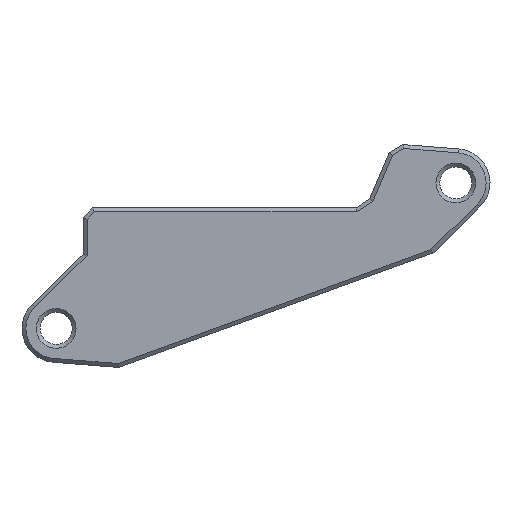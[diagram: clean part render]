
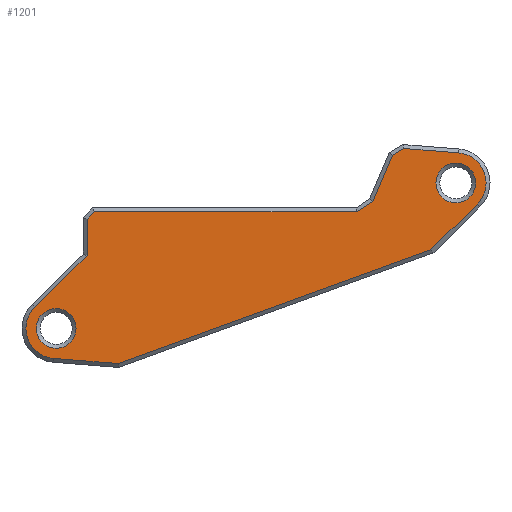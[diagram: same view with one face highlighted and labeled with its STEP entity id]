
A CAD part, front view. The second image highlights one B-rep face of the part: STEP entity #1201.
In plain terms, the highlighted planar face has unit normal (0, -1, 0).
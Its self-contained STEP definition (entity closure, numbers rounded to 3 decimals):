
#24=FACE_BOUND('',#160,.T.);
#25=FACE_BOUND('',#161,.T.);
#33=PLANE('',#1288);
#88=FACE_OUTER_BOUND('',#159,.T.);
#159=EDGE_LOOP('',(#846,#847,#848,#849,#850,#851,#852,#853,#854,#855,#856,
#857,#858));
#160=EDGE_LOOP('',(#859));
#161=EDGE_LOOP('',(#860));
#239=LINE('',#1737,#388);
#240=LINE('',#1741,#389);
#241=LINE('',#1743,#390);
#242=LINE('',#1745,#391);
#243=LINE('',#1749,#392);
#244=LINE('',#1751,#393);
#245=LINE('',#1753,#394);
#246=LINE('',#1755,#395);
#247=LINE('',#1757,#396);
#248=LINE('',#1759,#397);
#249=LINE('',#1760,#398);
#388=VECTOR('',#1393,10.);
#389=VECTOR('',#1396,10.);
#390=VECTOR('',#1397,10.);
#391=VECTOR('',#1398,10.);
#392=VECTOR('',#1401,10.);
#393=VECTOR('',#1402,10.);
#394=VECTOR('',#1403,10.);
#395=VECTOR('',#1404,10.);
#396=VECTOR('',#1405,10.);
#397=VECTOR('',#1406,10.);
#398=VECTOR('',#1407,10.);
#536=CIRCLE('',#1286,2.05);
#538=CIRCLE('',#1289,3.1);
#539=CIRCLE('',#1290,3.1);
#540=CIRCLE('',#1291,2.05);
#562=VERTEX_POINT('',#1729);
#564=VERTEX_POINT('',#1735);
#565=VERTEX_POINT('',#1736);
#566=VERTEX_POINT('',#1738);
#567=VERTEX_POINT('',#1740);
#568=VERTEX_POINT('',#1742);
#569=VERTEX_POINT('',#1744);
#570=VERTEX_POINT('',#1746);
#571=VERTEX_POINT('',#1748);
#572=VERTEX_POINT('',#1750);
#573=VERTEX_POINT('',#1752);
#574=VERTEX_POINT('',#1754);
#575=VERTEX_POINT('',#1756);
#576=VERTEX_POINT('',#1758);
#577=VERTEX_POINT('',#1761);
#667=EDGE_CURVE('',#562,#562,#536,.T.);
#670=EDGE_CURVE('',#564,#565,#239,.T.);
#671=EDGE_CURVE('',#566,#564,#538,.T.);
#672=EDGE_CURVE('',#567,#566,#240,.T.);
#673=EDGE_CURVE('',#568,#567,#241,.T.);
#674=EDGE_CURVE('',#569,#568,#242,.T.);
#675=EDGE_CURVE('',#570,#569,#539,.T.);
#676=EDGE_CURVE('',#571,#570,#243,.T.);
#677=EDGE_CURVE('',#572,#571,#244,.T.);
#678=EDGE_CURVE('',#573,#572,#245,.T.);
#679=EDGE_CURVE('',#574,#573,#246,.T.);
#680=EDGE_CURVE('',#575,#574,#247,.T.);
#681=EDGE_CURVE('',#576,#575,#248,.T.);
#682=EDGE_CURVE('',#565,#576,#249,.T.);
#683=EDGE_CURVE('',#577,#577,#540,.T.);
#846=ORIENTED_EDGE('',*,*,#670,.F.);
#847=ORIENTED_EDGE('',*,*,#671,.F.);
#848=ORIENTED_EDGE('',*,*,#672,.F.);
#849=ORIENTED_EDGE('',*,*,#673,.F.);
#850=ORIENTED_EDGE('',*,*,#674,.F.);
#851=ORIENTED_EDGE('',*,*,#675,.F.);
#852=ORIENTED_EDGE('',*,*,#676,.F.);
#853=ORIENTED_EDGE('',*,*,#677,.F.);
#854=ORIENTED_EDGE('',*,*,#678,.F.);
#855=ORIENTED_EDGE('',*,*,#679,.F.);
#856=ORIENTED_EDGE('',*,*,#680,.F.);
#857=ORIENTED_EDGE('',*,*,#681,.F.);
#858=ORIENTED_EDGE('',*,*,#682,.F.);
#859=ORIENTED_EDGE('',*,*,#683,.F.);
#860=ORIENTED_EDGE('',*,*,#667,.F.);
#1201=ADVANCED_FACE('',(#88,#24,#25),#33,.T.);
#1286=AXIS2_PLACEMENT_3D('',#1730,#1386,#1387);
#1288=AXIS2_PLACEMENT_3D('',#1734,#1391,#1392);
#1289=AXIS2_PLACEMENT_3D('',#1739,#1394,#1395);
#1290=AXIS2_PLACEMENT_3D('',#1747,#1399,#1400);
#1291=AXIS2_PLACEMENT_3D('',#1762,#1408,#1409);
#1386=DIRECTION('center_axis',(0.,-1.,0.));
#1387=DIRECTION('ref_axis',(1.,0.,0.));
#1391=DIRECTION('center_axis',(0.,-1.,0.));
#1392=DIRECTION('ref_axis',(1.,0.,0.));
#1393=DIRECTION('',(0.713,0.,0.701));
#1394=DIRECTION('center_axis',(0.,1.,0.));
#1395=DIRECTION('ref_axis',(-0.701,0.,0.713));
#1396=DIRECTION('',(-0.997,0.,0.079));
#1397=DIRECTION('',(-0.94,0.,-0.342));
#1398=DIRECTION('',(-0.713,0.,-0.701));
#1399=DIRECTION('center_axis',(0.,1.,0.));
#1400=DIRECTION('ref_axis',(0.701,0.,-0.713));
#1401=DIRECTION('',(0.997,0.,-0.079));
#1402=DIRECTION('',(0.856,0.,0.517));
#1403=DIRECTION('',(0.393,0.,0.919));
#1404=DIRECTION('',(0.835,0.,0.551));
#1405=DIRECTION('',(1.,0.,0.));
#1406=DIRECTION('',(0.707,0.,0.707));
#1407=DIRECTION('',(0.,0.,1.));
#1408=DIRECTION('center_axis',(0.,-1.,0.));
#1409=DIRECTION('ref_axis',(1.,0.,0.));
#1729=CARTESIAN_POINT('',(20.448,81.791,108.6));
#1730=CARTESIAN_POINT('Origin',(22.498,81.791,108.6));
#1734=CARTESIAN_POINT('Origin',(1.9,81.791,101.103));
#1735=CARTESIAN_POINT('',(-20.901,81.791,95.805));
#1736=CARTESIAN_POINT('',(-15.522,81.791,101.099));
#1737=CARTESIAN_POINT('',(-11.368,81.791,105.186));
#1738=CARTESIAN_POINT('',(-18.972,81.791,90.505));
#1739=CARTESIAN_POINT('Origin',(-18.727,81.791,93.596));
#1740=CARTESIAN_POINT('',(-12.299,81.791,89.976));
#1741=CARTESIAN_POINT('',(-9.02,81.791,89.715));
#1742=CARTESIAN_POINT('',(19.929,81.791,101.706));
#1743=CARTESIAN_POINT('',(-4.283,81.791,92.893));
#1744=CARTESIAN_POINT('',(24.7,81.791,106.401));
#1745=CARTESIAN_POINT('',(15.168,81.791,97.02));
#1746=CARTESIAN_POINT('',(22.771,81.791,111.701));
#1747=CARTESIAN_POINT('Origin',(22.526,81.791,108.61));
#1748=CARTESIAN_POINT('',(17.137,81.791,112.148));
#1749=CARTESIAN_POINT('',(12.819,81.791,112.491));
#1750=CARTESIAN_POINT('',(15.967,81.791,111.441));
#1751=CARTESIAN_POINT('',(8.82,81.791,107.121));
#1752=CARTESIAN_POINT('',(13.934,81.791,106.687));
#1753=CARTESIAN_POINT('',(13.232,81.791,105.047));
#1754=CARTESIAN_POINT('',(12.34,81.791,105.635));
#1755=CARTESIAN_POINT('',(8.06,81.791,102.811));
#1756=CARTESIAN_POINT('',(-14.756,81.791,105.635));
#1757=CARTESIAN_POINT('',(7.497,81.791,105.635));
#1758=CARTESIAN_POINT('',(-15.522,81.791,104.87));
#1759=CARTESIAN_POINT('',(-11.917,81.791,108.475));
#1760=CARTESIAN_POINT('',(-15.522,81.791,103.069));
#1761=CARTESIAN_POINT('',(-20.749,81.791,93.606));
#1762=CARTESIAN_POINT('Origin',(-18.699,81.791,93.606));
